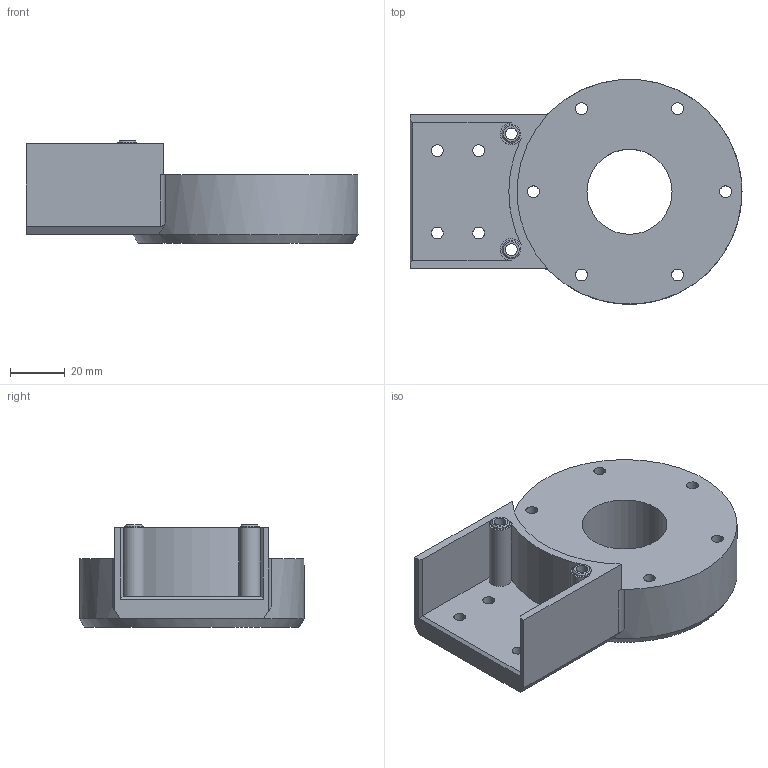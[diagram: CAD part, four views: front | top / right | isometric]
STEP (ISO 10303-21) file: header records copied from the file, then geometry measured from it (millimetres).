
FILE_DESCRIPTION(/* description */ ('STEP AP214'),/* implementation_level */ '2;1');
FILE_NAME(/* name */ '67f71a16b2acff2e7002bf5d',/* time_stamp */ '2025-04-10T01:08:39Z',/* author */ (''),/* organization */ (''),/* preprocessor_version */ 'ST-DEVELOPER v20',/* originating_system */ 'ONSHAPE BY PTC INC, 1.196',/* authorisation */ ' ');
FILE_SCHEMA (('AUTOMOTIVE_DESIGN {1 0 10303 214 3 1 1}'));
Length unit declared in the file: metre
Products named in the file (1): Fixed_Fixation_Big
Bounding box: 121 x 81.92 x 37.3 mm (x, y, z)
Volume: 140278.4 mm3; surface area: 32852.3 mm2
Topology: 1 solids, 1 shells, 86 faces, 218 edges, 142 vertices
Faces by surface type: plane 53, cylinder 30, cone 3
Full cylindrical faces by diameter (mm): 4.3 x12, 6.8 x2, 8 x8, 31 x1, 82 x1
Entity records: 2461 total; most frequent: DIRECTION 423, CARTESIAN_POINT 410, ORIENTED_EDGE 364, EDGE_CURVE 182, AXIS2_PLACEMENT_3D 156, EDGE_LOOP 147, FACE_BOUND 147, VERTEX_POINT 133
